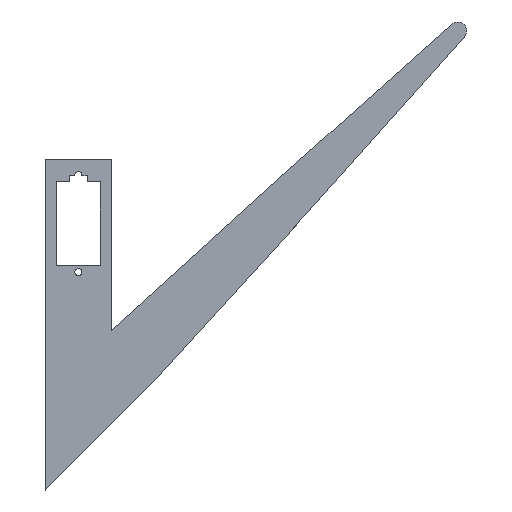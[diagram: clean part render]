
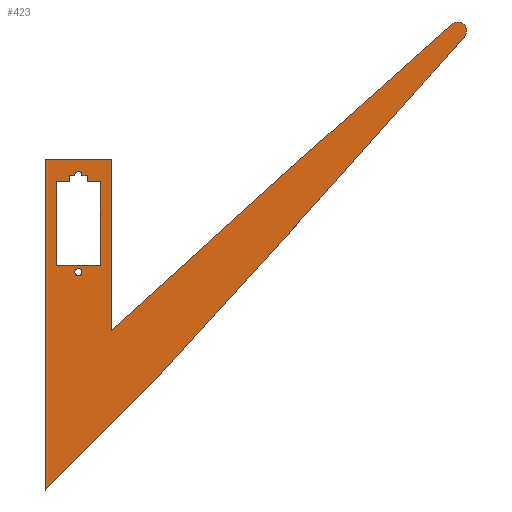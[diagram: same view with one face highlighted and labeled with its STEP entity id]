
A CAD part, top view. The second image highlights one B-rep face of the part: STEP entity #423.
In plain terms, the highlighted planar face has unit normal (0, 0, 1).
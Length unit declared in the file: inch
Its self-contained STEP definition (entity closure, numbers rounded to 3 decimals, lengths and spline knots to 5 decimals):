
#16=PLANE('',#451);
#38=LINE('',#603,#91);
#39=LINE('',#607,#92);
#40=LINE('',#609,#93);
#41=LINE('',#611,#94);
#42=LINE('',#613,#95);
#43=LINE('',#615,#96);
#44=LINE('',#619,#97);
#45=LINE('',#621,#98);
#46=LINE('',#622,#99);
#47=LINE('',#624,#100);
#48=LINE('',#626,#101);
#49=LINE('',#628,#102);
#50=LINE('',#630,#103);
#51=LINE('',#632,#104);
#52=LINE('',#634,#105);
#53=LINE('',#636,#106);
#54=LINE('',#637,#107);
#91=VECTOR('',#492,0.06138);
#92=VECTOR('',#495,0.75);
#93=VECTOR('',#496,3.75);
#94=VECTOR('',#497,1.77022);
#95=VECTOR('',#498,2.63807);
#96=VECTOR('',#499,2.599);
#97=VECTOR('',#502,2.599);
#98=VECTOR('',#503,2.59768);
#99=VECTOR('',#504,1.93934);
#100=VECTOR('',#505,0.07);
#101=VECTOR('',#506,0.15);
#102=VECTOR('',#507,0.95);
#103=VECTOR('',#508,0.5);
#104=VECTOR('',#509,0.95);
#105=VECTOR('',#510,0.15);
#106=VECTOR('',#511,0.07);
#107=VECTOR('',#512,0.06094);
#141=FACE_BOUND('',#172,.T.);
#142=FACE_BOUND('',#173,.T.);
#148=FACE_OUTER_BOUND('',#171,.T.);
#171=EDGE_LOOP('',(#309,#310,#311,#312,#313,#314,#315,#316,#317));
#172=EDGE_LOOP('',(#318,#319,#320,#321,#322,#323,#324,#325,#326,#327));
#173=EDGE_LOOP('',(#328));
#195=CIRCLE('',#446,0.03937);
#197=CIRCLE('',#449,0.03937);
#198=CIRCLE('',#452,0.1);
#201=VERTEX_POINT('',#587);
#203=VERTEX_POINT('',#591);
#205=VERTEX_POINT('',#595);
#207=VERTEX_POINT('',#601);
#208=VERTEX_POINT('',#605);
#209=VERTEX_POINT('',#606);
#210=VERTEX_POINT('',#608);
#211=VERTEX_POINT('',#610);
#212=VERTEX_POINT('',#612);
#213=VERTEX_POINT('',#614);
#214=VERTEX_POINT('',#616);
#215=VERTEX_POINT('',#618);
#216=VERTEX_POINT('',#620);
#217=VERTEX_POINT('',#623);
#218=VERTEX_POINT('',#625);
#219=VERTEX_POINT('',#627);
#220=VERTEX_POINT('',#629);
#221=VERTEX_POINT('',#631);
#222=VERTEX_POINT('',#633);
#223=VERTEX_POINT('',#635);
#241=EDGE_CURVE('',#201,#201,#195,.T.);
#245=EDGE_CURVE('',#203,#205,#197,.T.);
#248=EDGE_CURVE('',#205,#207,#38,.T.);
#249=EDGE_CURVE('',#208,#209,#39,.T.);
#250=EDGE_CURVE('',#209,#210,#40,.T.);
#251=EDGE_CURVE('',#210,#211,#41,.T.);
#252=EDGE_CURVE('',#211,#212,#42,.T.);
#253=EDGE_CURVE('',#212,#213,#43,.T.);
#254=EDGE_CURVE('',#213,#214,#198,.T.);
#255=EDGE_CURVE('',#214,#215,#44,.T.);
#256=EDGE_CURVE('',#215,#216,#45,.T.);
#257=EDGE_CURVE('',#216,#208,#46,.T.);
#258=EDGE_CURVE('',#207,#217,#47,.T.);
#259=EDGE_CURVE('',#217,#218,#48,.T.);
#260=EDGE_CURVE('',#218,#219,#49,.T.);
#261=EDGE_CURVE('',#219,#220,#50,.T.);
#262=EDGE_CURVE('',#220,#221,#51,.T.);
#263=EDGE_CURVE('',#221,#222,#52,.T.);
#264=EDGE_CURVE('',#222,#223,#53,.T.);
#265=EDGE_CURVE('',#223,#203,#54,.T.);
#309=ORIENTED_EDGE('',*,*,#249,.T.);
#310=ORIENTED_EDGE('',*,*,#250,.T.);
#311=ORIENTED_EDGE('',*,*,#251,.T.);
#312=ORIENTED_EDGE('',*,*,#252,.T.);
#313=ORIENTED_EDGE('',*,*,#253,.T.);
#314=ORIENTED_EDGE('',*,*,#254,.T.);
#315=ORIENTED_EDGE('',*,*,#255,.T.);
#316=ORIENTED_EDGE('',*,*,#256,.T.);
#317=ORIENTED_EDGE('',*,*,#257,.T.);
#318=ORIENTED_EDGE('',*,*,#245,.T.);
#319=ORIENTED_EDGE('',*,*,#248,.T.);
#320=ORIENTED_EDGE('',*,*,#258,.T.);
#321=ORIENTED_EDGE('',*,*,#259,.T.);
#322=ORIENTED_EDGE('',*,*,#260,.T.);
#323=ORIENTED_EDGE('',*,*,#261,.T.);
#324=ORIENTED_EDGE('',*,*,#262,.T.);
#325=ORIENTED_EDGE('',*,*,#263,.T.);
#326=ORIENTED_EDGE('',*,*,#264,.T.);
#327=ORIENTED_EDGE('',*,*,#265,.T.);
#328=ORIENTED_EDGE('',*,*,#241,.T.);
#423=ADVANCED_FACE('',(#148,#141,#142),#16,.T.);
#446=AXIS2_PLACEMENT_3D('',#588,#478,#479);
#449=AXIS2_PLACEMENT_3D('',#597,#486,#487);
#451=AXIS2_PLACEMENT_3D('',#604,#493,#494);
#452=AXIS2_PLACEMENT_3D('',#617,#500,#501);
#478=DIRECTION('center_axis',(0.,0.,-1.));
#479=DIRECTION('ref_axis',(-1.,0.,0.));
#486=DIRECTION('center_axis',(0.,0.,-1.));
#487=DIRECTION('ref_axis',(-1.,0.,0.));
#492=DIRECTION('',(1.,0.,0.));
#493=DIRECTION('center_axis',(0.,0.,1.));
#494=DIRECTION('ref_axis',(1.,0.,0.));
#495=DIRECTION('',(-1.,0.,0.));
#496=DIRECTION('',(0.,-1.,0.));
#497=DIRECTION('',(0.707,0.707,0.));
#498=DIRECTION('',(0.673,0.74,0.));
#499=DIRECTION('',(0.665,0.747,0.));
#500=DIRECTION('center_axis',(0.,0.,1.));
#501=DIRECTION('ref_axis',(0.707,-0.707,0.));
#502=DIRECTION('',(-0.747,-0.665,0.));
#503=DIRECTION('',(-0.74,-0.672,0.));
#504=DIRECTION('',(0.,1.,0.));
#505=DIRECTION('',(0.,-1.,0.));
#506=DIRECTION('',(1.,0.,0.));
#507=DIRECTION('',(0.,-1.,0.));
#508=DIRECTION('',(-1.,0.,0.));
#509=DIRECTION('',(0.,1.,0.));
#510=DIRECTION('',(1.,0.,0.));
#511=DIRECTION('',(0.,1.,0.));
#512=DIRECTION('',(1.,0.,0.));
#587=CARTESIAN_POINT('',(0.02515,-2.16493,0.125));
#588=CARTESIAN_POINT('Origin',(-0.01422,-2.16493,0.125));
#591=CARTESIAN_POINT('',(-0.05306,-1.069,0.125));
#595=CARTESIAN_POINT('',(0.02462,-1.069,0.125));
#597=CARTESIAN_POINT('Origin',(-0.01422,-1.06256,0.125));
#601=CARTESIAN_POINT('',(0.086,-1.069,0.125));
#603=CARTESIAN_POINT('',(0.73916,-1.069,0.125));
#604=CARTESIAN_POINT('Origin',(1.39233,-1.84382,0.125));
#605=CARTESIAN_POINT('',(0.361,-0.889,0.125));
#606=CARTESIAN_POINT('',(-0.389,-0.889,0.125));
#607=CARTESIAN_POINT('',(0.361,-0.889,0.125));
#608=CARTESIAN_POINT('',(-0.389,-4.639,0.125));
#609=CARTESIAN_POINT('',(-0.389,-0.889,0.125));
#610=CARTESIAN_POINT('',(0.86273,-3.38727,0.125));
#611=CARTESIAN_POINT('',(-0.389,-4.639,0.125));
#612=CARTESIAN_POINT('',(2.63765,-1.43557,0.125));
#613=CARTESIAN_POINT('',(0.86273,-3.38727,0.125));
#614=CARTESIAN_POINT('',(4.36629,0.5052,0.125));
#615=CARTESIAN_POINT('',(2.63765,-1.43557,0.125));
#616=CARTESIAN_POINT('',(4.22487,0.64662,0.125));
#617=CARTESIAN_POINT('Origin',(4.29558,0.57591,0.125));
#618=CARTESIAN_POINT('',(2.2841,-1.08202,0.125));
#619=CARTESIAN_POINT('',(4.22487,0.64662,0.125));
#620=CARTESIAN_POINT('',(0.361,-2.82834,0.125));
#621=CARTESIAN_POINT('',(2.2841,-1.08202,0.125));
#622=CARTESIAN_POINT('',(0.361,-2.82834,0.125));
#623=CARTESIAN_POINT('',(0.086,-1.139,0.125));
#624=CARTESIAN_POINT('',(0.086,-1.49141,0.125));
#625=CARTESIAN_POINT('',(0.236,-1.139,0.125));
#626=CARTESIAN_POINT('',(0.81416,-1.139,0.125));
#627=CARTESIAN_POINT('',(0.236,-2.089,0.125));
#628=CARTESIAN_POINT('',(0.236,-1.96641,0.125));
#629=CARTESIAN_POINT('',(-0.264,-2.089,0.125));
#630=CARTESIAN_POINT('',(0.56416,-2.089,0.125));
#631=CARTESIAN_POINT('',(-0.264,-1.139,0.125));
#632=CARTESIAN_POINT('',(-0.264,-1.49141,0.125));
#633=CARTESIAN_POINT('',(-0.114,-1.139,0.125));
#634=CARTESIAN_POINT('',(0.81416,-1.139,0.125));
#635=CARTESIAN_POINT('',(-0.114,-1.069,0.125));
#636=CARTESIAN_POINT('',(-0.114,-1.45641,0.125));
#637=CARTESIAN_POINT('',(0.73916,-1.069,0.125));
